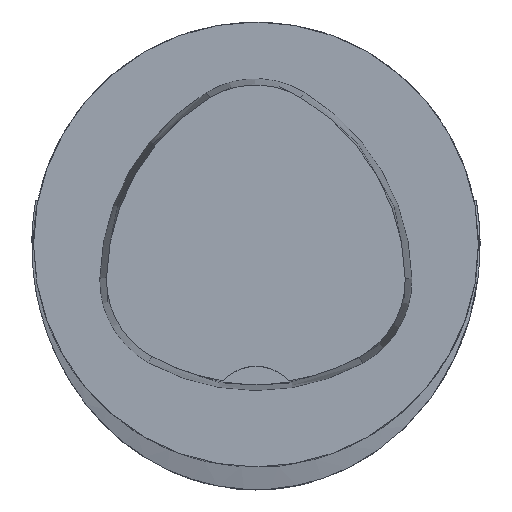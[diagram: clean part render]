
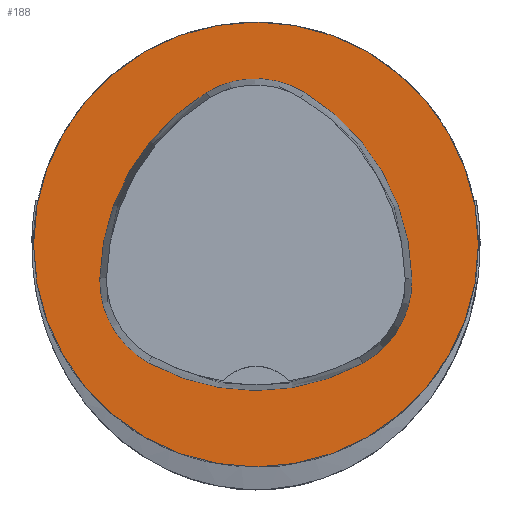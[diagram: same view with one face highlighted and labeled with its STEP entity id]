
A CAD part, top view. The second image highlights one B-rep face of the part: STEP entity #188.
In plain terms, the highlighted planar face has unit normal (0, 0, 1).
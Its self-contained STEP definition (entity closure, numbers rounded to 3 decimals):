
#89=FACE_BOUND('',#419,.T.);
#90=FACE_BOUND('',#420,.T.);
#188=ADVANCED_FACE('',(#89,#90),#261,.T.);
#261=PLANE('',#1816);
#419=EDGE_LOOP('',(#690,#691,#692,#693,#694,#695));
#420=EDGE_LOOP('',(#696));
#494=CIRCLE('',#1783,20.);
#495=CIRCLE('',#1794,20.);
#497=CIRCLE('',#1797,8.5);
#499=CIRCLE('',#1800,20.);
#501=CIRCLE('',#1803,8.5);
#505=CIRCLE('',#1808,20.);
#507=CIRCLE('',#1811,8.5);
#690=ORIENTED_EDGE('',*,*,#1259,.T.);
#691=ORIENTED_EDGE('',*,*,#1239,.T.);
#692=ORIENTED_EDGE('',*,*,#1243,.T.);
#693=ORIENTED_EDGE('',*,*,#1246,.T.);
#694=ORIENTED_EDGE('',*,*,#1249,.T.);
#695=ORIENTED_EDGE('',*,*,#1257,.T.);
#696=ORIENTED_EDGE('',*,*,#1221,.F.);
#1049=VERTEX_POINT('',#2684);
#1066=VERTEX_POINT('',#2720);
#1067=VERTEX_POINT('',#2721);
#1070=VERTEX_POINT('',#2729);
#1072=VERTEX_POINT('',#2735);
#1074=VERTEX_POINT('',#2741);
#1081=VERTEX_POINT('',#2762);
#1221=EDGE_CURVE('',#1049,#1049,#494,.T.);
#1239=EDGE_CURVE('',#1066,#1067,#495,.T.);
#1243=EDGE_CURVE('',#1067,#1070,#497,.T.);
#1246=EDGE_CURVE('',#1070,#1072,#499,.T.);
#1249=EDGE_CURVE('',#1072,#1074,#501,.T.);
#1257=EDGE_CURVE('',#1074,#1081,#505,.T.);
#1259=EDGE_CURVE('',#1081,#1066,#507,.T.);
#1783=AXIS2_PLACEMENT_3D('',#2683,#2034,#2035);
#1794=AXIS2_PLACEMENT_3D('',#2719,#2064,#2065);
#1797=AXIS2_PLACEMENT_3D('',#2728,#2072,#2073);
#1800=AXIS2_PLACEMENT_3D('',#2734,#2079,#2080);
#1803=AXIS2_PLACEMENT_3D('',#2740,#2086,#2087);
#1808=AXIS2_PLACEMENT_3D('',#2763,#2098,#2099);
#1811=AXIS2_PLACEMENT_3D('',#2766,#2104,#2105);
#1816=AXIS2_PLACEMENT_3D('',#2771,#2114,#2115);
#2034=DIRECTION('',(0.,0.,-1.));
#2035=DIRECTION('',(-1.,0.,0.));
#2064=DIRECTION('',(0.,0.,-1.));
#2065=DIRECTION('',(-1.,0.,0.));
#2072=DIRECTION('',(0.,0.,-1.));
#2073=DIRECTION('',(-1.,0.,0.));
#2079=DIRECTION('',(0.,0.,-1.));
#2080=DIRECTION('',(-1.,0.,0.));
#2086=DIRECTION('',(0.,0.,-1.));
#2087=DIRECTION('',(-1.,0.,0.));
#2098=DIRECTION('',(0.,0.,-1.));
#2099=DIRECTION('',(-1.,0.,0.));
#2104=DIRECTION('',(0.,0.,-1.));
#2105=DIRECTION('',(-1.,0.,0.));
#2114=DIRECTION('',(0.,0.,1.));
#2115=DIRECTION('',(1.,0.,0.));
#2683=CARTESIAN_POINT('',(0.,0.,0.));
#2684=CARTESIAN_POINT('',(-20.,0.,0.));
#2719=CARTESIAN_POINT('',(5.955,-3.414,0.));
#2720=CARTESIAN_POINT('',(-14.041,-3.042,0.));
#2721=CARTESIAN_POINT('',(-4.472,13.653,0.));
#2728=CARTESIAN_POINT('',(-0.04,6.4,0.));
#2729=CARTESIAN_POINT('',(4.347,13.68,0.));
#2734=CARTESIAN_POINT('',(-5.976,-3.45,0.));
#2735=CARTESIAN_POINT('',(14.021,-3.075,0.));
#2740=CARTESIAN_POINT('',(5.522,-3.235,0.));
#2741=CARTESIAN_POINT('',(9.588,-10.699,0.));
#2762=CARTESIAN_POINT('',(-9.655,-10.639,0.));
#2763=CARTESIAN_POINT('',(0.022,6.864,0.));
#2766=CARTESIAN_POINT('',(-5.543,-3.2,0.));
#2771=CARTESIAN_POINT('',(0.,0.,0.));
